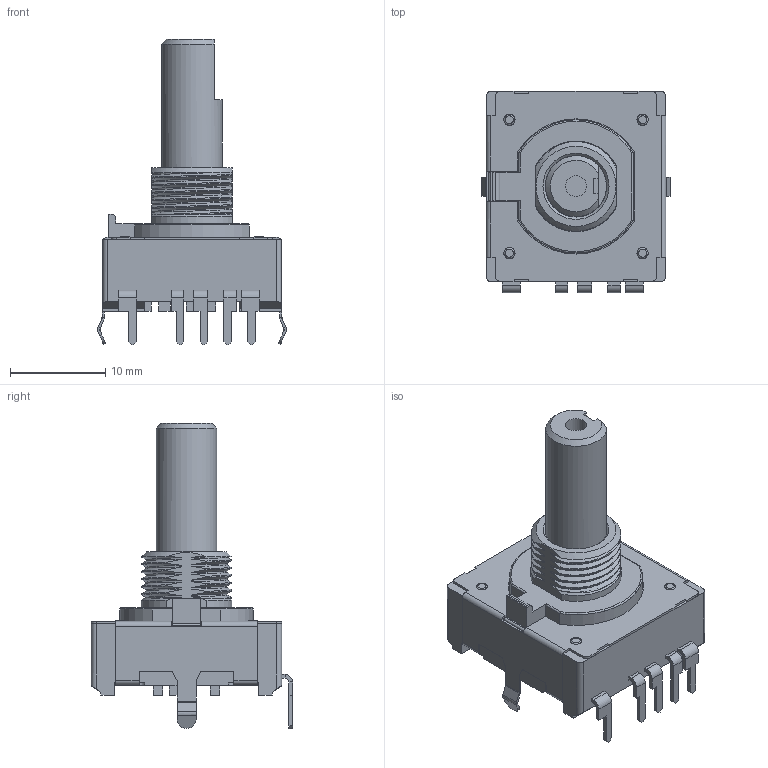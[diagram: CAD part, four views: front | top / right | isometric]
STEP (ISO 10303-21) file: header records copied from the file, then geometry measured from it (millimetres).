
FILE_DESCRIPTION(/* description */ (''),/* implementation_level */ '2;1');
FILE_NAME(/* name */ 'EVQV9_RotaryEncoder.step',/* time_stamp */ '2024-10-05T18:40:39+01:00',/* author */ (''),/* organization */ (''),/* preprocessor_version */ 'ST-DEVELOPER v20',/* originating_system */ 'Autodesk Translation Framework v13.14.0.145',/* authorisation */ '');
FILE_SCHEMA (('AUTOMOTIVE_DESIGN { 1 0 10303 214 3 1 1 }'));
Length unit declared in the file: millimetre
Products named in the file (2): EVQV9_RotaryEncoder; PINS
Assembly tree (1 placements, depth 2):
  EVQV9_RotaryEncoder
    PINS
Bounding box: 19.84 x 21.15 x 32.07 mm (x, y, z)
Volume: 3595.5 mm3; surface area: 3555.2 mm2
Topology: 8 solids, 8 shells, 521 faces, 1324 edges, 841 vertices
Faces by surface type: plane 378, cylinder 106, bspline 26, torus 6, cone 5
Full cylindrical faces by diameter (mm): 1.15 x4, 1.2 x4, 2.2 x1, 6.4 x1, 6.45 x1
Entity records: 16937 total; most frequent: CARTESIAN_POINT 4537, ORIENTED_EDGE 2648, DIRECTION 2347, EDGE_CURVE 1324, LINE 1007, VECTOR 1007, VERTEX_POINT 841, AXIS2_PLACEMENT_3D 670
